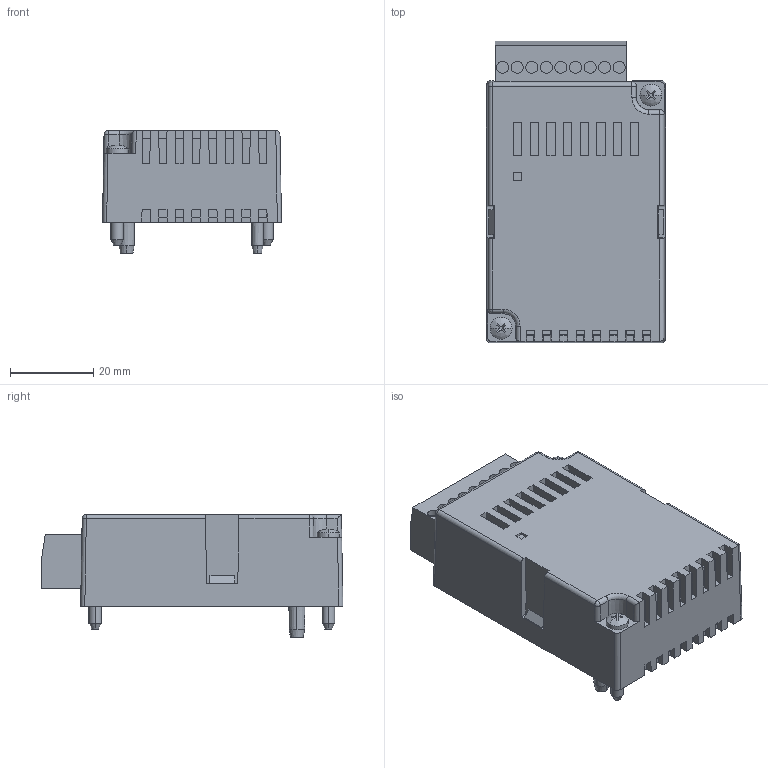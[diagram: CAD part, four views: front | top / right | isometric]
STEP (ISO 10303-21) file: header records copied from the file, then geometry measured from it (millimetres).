
FILE_DESCRIPTION(('STEP AP214'),'1');
FILE_NAME('cctmp_4B5DE08E-2243-452F-BBDA-87136C822375_2023_07_24_17_28_31_0239..stp','2023-07-24T15:28:31',('SIEMENS A&D'),('CADClick - www.CADClick.com'),'Spatial InterOp 3D postprocessed',' ','unknown authorization');
FILE_SCHEMA(('AUTOMOTIVE_DESIGN'));
Length unit declared in the file: millimetre
Products named in the file (1): 2023_07_24_17_28_31_0224
Bounding box: 43 x 72.5 x 29.5 mm (x, y, z)
Volume: 59735.9 mm3; surface area: 20227.9 mm2
Topology: 1 solids, 4 shells, 512 faces, 1394 edges, 911 vertices
Faces by surface type: plane 410, cylinder 59, cone 27, torus 6, sphere 4, bspline 4, extrusion 2
Entity records: 17755 total; most frequent: CARTESIAN_POINT 3073, ORIENTED_EDGE 2788, DIRECTION 2582, EDGE_CURVE 1394, VECTOR 1162, LINE 1160, VERTEX_POINT 911, AXIS2_PLACEMENT_3D 710
